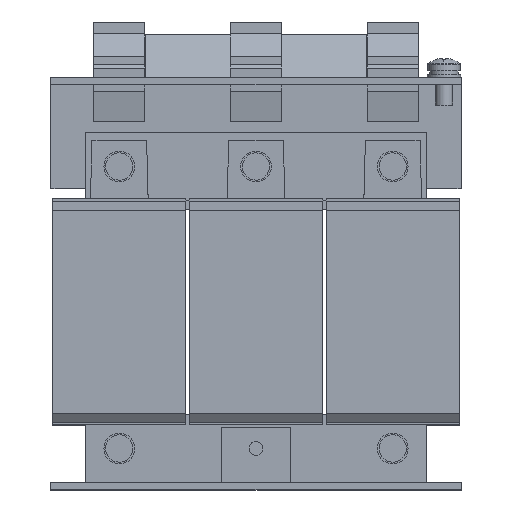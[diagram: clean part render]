
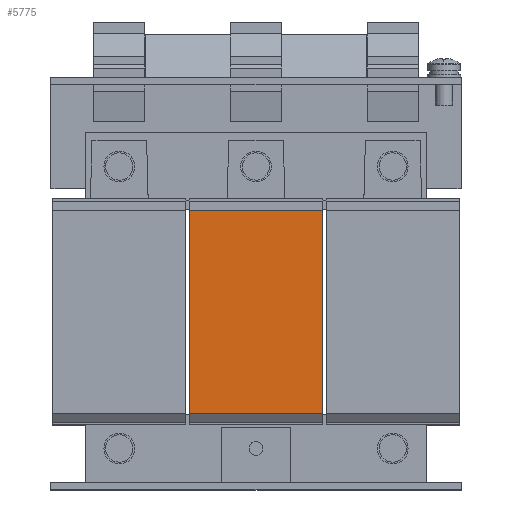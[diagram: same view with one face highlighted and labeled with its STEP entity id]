
A CAD part, top view. The second image highlights one B-rep face of the part: STEP entity #5775.
In plain terms, the highlighted planar face has unit normal (0, 0, 1).
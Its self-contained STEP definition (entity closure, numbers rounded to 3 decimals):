
#83 = CARTESIAN_POINT ( 'NONE',  ( 19.5, -30.95, 22.9 ) ) ;
#599 = LINE ( 'NONE', #4245, #18266 ) ;
#1451 = ORIENTED_EDGE ( 'NONE', *, *, #9375, .T. ) ;
#2278 = VERTEX_POINT ( 'NONE', #8857 ) ;
#2352 = ORIENTED_EDGE ( 'NONE', *, *, #6414, .T. ) ;
#2687 = CARTESIAN_POINT ( 'NONE',  ( -19.5, 28.45, 22.9 ) ) ;
#2976 = ORIENTED_EDGE ( 'NONE', *, *, #6647, .F. ) ;
#4245 = CARTESIAN_POINT ( 'NONE',  ( -19.5, 28.45, 22.9 ) ) ;
#4387 = AXIS2_PLACEMENT_3D ( 'NONE', #7665, #7885, #9289 ) ;
#4932 = VECTOR ( 'NONE', #18039, 1000. ) ;
#5775 = ADVANCED_FACE ( 'Defeature ausgef�hrt1_232', ( #6104 ), #15914, .F. ) ;
#5858 = ORIENTED_EDGE ( 'NONE', *, *, #20784, .F. ) ;
#6104 = FACE_OUTER_BOUND ( 'NONE', #16226, .T. ) ;
#6414 = EDGE_CURVE ( 'Defeature ausgef�hrt1_232+Defeature ausgef�hrt1_211+Defeature ausgef�hrt1_210+Defeature ausgef�hrt1_209', #14183, #11012, #17086, .T. ) ;
#6647 = EDGE_CURVE ( 'Defeature ausgef�hrt1_231+Defeature ausgef�hrt1_232+Defeature ausgef�hrt1_210+Defeature ausgef�hrt1_209', #2278, #10443, #9270, .T. ) ;
#7665 = CARTESIAN_POINT ( 'NONE',  ( 19.5, 28.45, 22.9 ) ) ;
#7885 = DIRECTION ( 'NONE',  ( 0., 0., -1. ) ) ;
#8857 = CARTESIAN_POINT ( 'NONE',  ( 19.5, -30.95, 22.9 ) ) ;
#9270 = LINE ( 'NONE', #83, #17093 ) ;
#9289 = DIRECTION ( 'NONE',  ( 0., 1., 0. ) ) ;
#9375 = EDGE_CURVE ( 'Defeature ausgef�hrt1_232+Defeature ausgef�hrt1_209+Defeature ausgef�hrt1_211+Defeature ausgef�hrt1_231', #11012, #10443, #599, .T. ) ;
#10375 = VECTOR ( 'NONE', #15064, 1000. ) ;
#10443 = VERTEX_POINT ( 'NONE', #16413 ) ;
#11012 = VERTEX_POINT ( 'NONE', #2687 ) ;
#12845 = CARTESIAN_POINT ( 'NONE',  ( 19.5, 28.45, 22.9 ) ) ;
#14183 = VERTEX_POINT ( 'NONE', #12845 ) ;
#15064 = DIRECTION ( 'NONE',  ( -1., 0., 0. ) ) ;
#15723 = DIRECTION ( 'NONE',  ( -1., 0., 0. ) ) ;
#15914 = PLANE ( 'NONE',  #4387 ) ;
#16226 = EDGE_LOOP ( 'NONE', ( #1451, #2976, #5858, #2352 ) ) ;
#16413 = CARTESIAN_POINT ( 'NONE',  ( -19.5, -30.95, 22.9 ) ) ;
#16725 = LINE ( 'NONE', #19676, #4932 ) ;
#17086 = LINE ( 'NONE', #20140, #10375 ) ;
#17093 = VECTOR ( 'NONE', #15723, 1000. ) ;
#18039 = DIRECTION ( 'NONE',  ( 0., -1., 0. ) ) ;
#18266 = VECTOR ( 'NONE', #19366, 1000. ) ;
#19366 = DIRECTION ( 'NONE',  ( 0., -1., 0. ) ) ;
#19676 = CARTESIAN_POINT ( 'NONE',  ( 19.5, 28.45, 22.9 ) ) ;
#20140 = CARTESIAN_POINT ( 'NONE',  ( 19.5, 28.45, 22.9 ) ) ;
#20784 = EDGE_CURVE ( 'Defeature ausgef�hrt1_210+Defeature ausgef�hrt1_232+Defeature ausgef�hrt1_211+Defeature ausgef�hrt1_231', #14183, #2278, #16725, .T. ) ;
